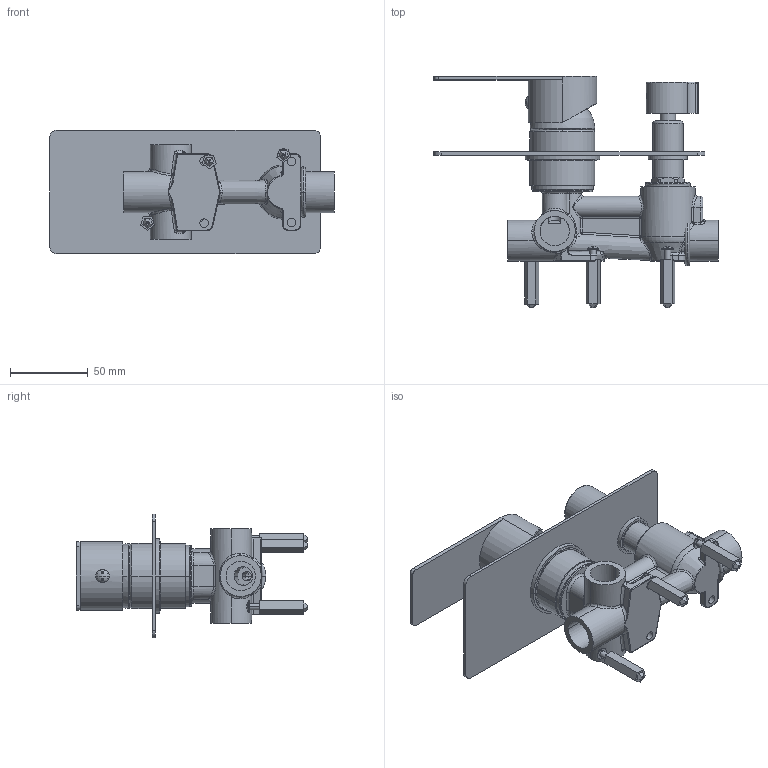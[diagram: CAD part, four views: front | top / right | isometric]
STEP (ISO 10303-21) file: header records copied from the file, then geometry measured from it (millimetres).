
FILE_DESCRIPTION((''),'2;1');
FILE_NAME('8302034_ASM','2023-07-12T14:40:06',('Administrator'),(''),'CREO PARAMETRIC BY PTC INC, 2018500','CREO PARAMETRIC BY PTC INC, 2018500','');
FILE_SCHEMA(('CONFIG_CONTROL_DESIGN'));
Length unit declared in the file: millimetre
Products named in the file (23): 813S049CP; 825A119NF; 814A001CP; 806S183CP; 826B042NF; 805A027NF; 826B093NF; 815S012NF; 815S029NF; 812C041NF; 813S158CP; 813C153NF; 814B008NF; 805C007NF_1; 805C007NF_2; 805C007NF_3; 805C007NF_ASM; 813S004CP; 20230428_STP; 8302034-01_ASM; 824C101CP; _X2_6C346EF4624B8F6E_X0__STEP; 8302034_ASM
Assembly tree (27 placements, depth 4):
  8302034_ASM
    8302034-01_ASM
      813S049CP
      825A119NF  x3
      814A001CP
      806S183CP
      826B042NF
      805A027NF
      826B093NF  x2
      815S012NF  x3
      815S029NF
      812C041NF
      813S158CP
      813C153NF
      814B008NF
      805C007NF_ASM
        805C007NF_1
        805C007NF_2
        805C007NF_3
      813S004CP
      20230428_STP
    824C101CP
    _X2_6C346EF4624B8F6E_X0__STEP
Bounding box: 183.58 x 149.5 x 80 mm (x, y, z)
Volume: 197281.6 mm3; surface area: 152541.5 mm2
Topology: 25 solids, 25 shells, 1425 faces, 3666 edges, 2316 vertices
Faces by surface type: plane 553, cylinder 412, cone 144, torus 89, bspline 84, extrusion 82, sphere 53, revolution 8
Entity records: 46580 total; most frequent: CARTESIAN_POINT 14803, ORIENTED_EDGE 6606, DIRECTION 6546, EDGE_CURVE 3303, AXIS2_PLACEMENT_3D 2543, VERTEX_POINT 2110, VECTOR 1452, EDGE_LOOP 1433
